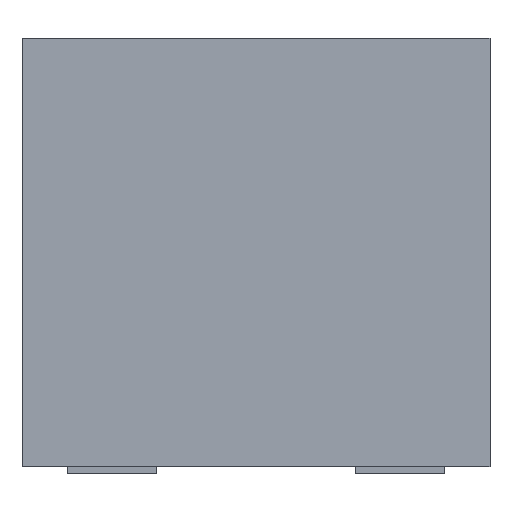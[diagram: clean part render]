
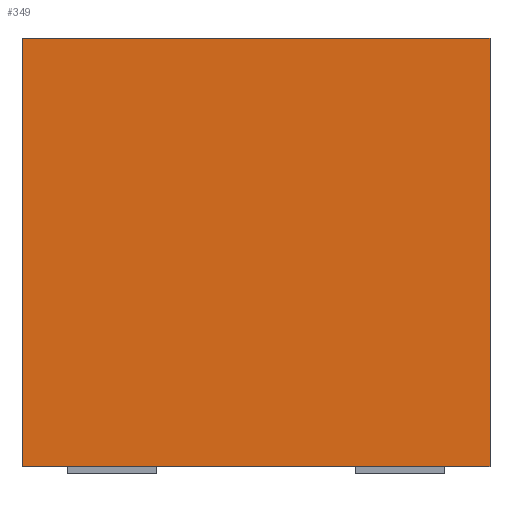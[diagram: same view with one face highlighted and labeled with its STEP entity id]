
A CAD part, top view. The second image highlights one B-rep face of the part: STEP entity #349.
In plain terms, the highlighted planar face has unit normal (0, 0, 1).
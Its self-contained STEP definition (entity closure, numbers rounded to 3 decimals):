
#349 = ADVANCED_FACE ( 'NONE', ( #2040 ), #3269, .F. ) ;
#507 = DIRECTION ( 'NONE',  ( 0., 0., -1. ) ) ;
#770 = VECTOR ( 'NONE', #4808, 1000. ) ;
#829 = DIRECTION ( 'NONE',  ( 1., 0., 0. ) ) ;
#868 = EDGE_LOOP ( 'NONE', ( #4566, #3944, #2968, #4517 ) ) ;
#936 = EDGE_CURVE ( 'NONE', #1282, #5090, #2975, .T. ) ;
#1131 = LINE ( 'NONE', #3203, #3233 ) ;
#1282 = VERTEX_POINT ( 'NONE', #1760 ) ;
#1376 = CARTESIAN_POINT ( 'NONE',  ( -3.28, 6., 3.38 ) ) ;
#1606 = AXIS2_PLACEMENT_3D ( 'NONE', #2888, #507, #3283 ) ;
#1760 = CARTESIAN_POINT ( 'NONE',  ( 3.28, 0., 3.38 ) ) ;
#1939 = VECTOR ( 'NONE', #3273, 1000. ) ;
#2040 = FACE_OUTER_BOUND ( 'NONE', #868, .T. ) ;
#2043 = CARTESIAN_POINT ( 'NONE',  ( 3.28, 6., 3.38 ) ) ;
#2174 = DIRECTION ( 'NONE',  ( 0., 1., 0. ) ) ;
#2271 = CARTESIAN_POINT ( 'NONE',  ( -3.28, 0., 3.38 ) ) ;
#2562 = CARTESIAN_POINT ( 'NONE',  ( 3.28, 6., 3.38 ) ) ;
#2817 = EDGE_CURVE ( 'NONE', #3179, #1282, #1131, .T. ) ;
#2819 = VECTOR ( 'NONE', #2174, 1000. ) ;
#2860 = CARTESIAN_POINT ( 'NONE',  ( 3.28, 6., 3.38 ) ) ;
#2888 = CARTESIAN_POINT ( 'NONE',  ( -3.28, 6., 3.38 ) ) ;
#2968 = ORIENTED_EDGE ( 'NONE', *, *, #3736, .F. ) ;
#2975 = LINE ( 'NONE', #2860, #1939 ) ;
#3179 = VERTEX_POINT ( 'NONE', #2271 ) ;
#3185 = VERTEX_POINT ( 'NONE', #5145 ) ;
#3203 = CARTESIAN_POINT ( 'NONE',  ( 3.28, 0., 3.38 ) ) ;
#3233 = VECTOR ( 'NONE', #829, 1000. ) ;
#3269 = PLANE ( 'NONE',  #1606 ) ;
#3273 = DIRECTION ( 'NONE',  ( 0., 1., 0. ) ) ;
#3283 = DIRECTION ( 'NONE',  ( -1., 0., 0. ) ) ;
#3598 = EDGE_CURVE ( 'NONE', #3185, #5090, #3817, .T. ) ;
#3736 = EDGE_CURVE ( 'NONE', #3179, #3185, #5051, .T. ) ;
#3817 = LINE ( 'NONE', #2043, #770 ) ;
#3944 = ORIENTED_EDGE ( 'NONE', *, *, #3598, .F. ) ;
#4517 = ORIENTED_EDGE ( 'NONE', *, *, #2817, .T. ) ;
#4566 = ORIENTED_EDGE ( 'NONE', *, *, #936, .T. ) ;
#4808 = DIRECTION ( 'NONE',  ( 1., 0., 0. ) ) ;
#5051 = LINE ( 'NONE', #1376, #2819 ) ;
#5090 = VERTEX_POINT ( 'NONE', #2562 ) ;
#5145 = CARTESIAN_POINT ( 'NONE',  ( -3.28, 6., 3.38 ) ) ;
